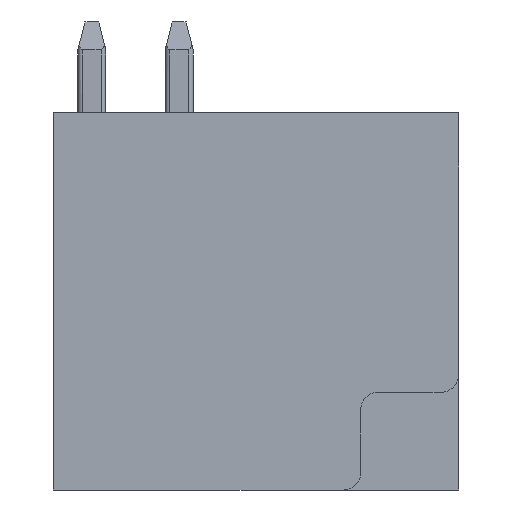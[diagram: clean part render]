
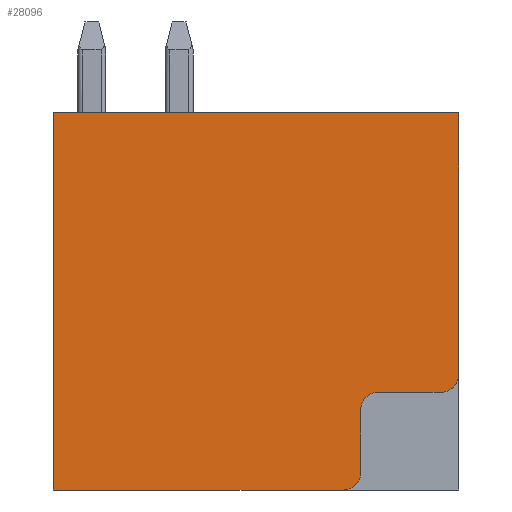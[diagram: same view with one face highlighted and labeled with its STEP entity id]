
A CAD part, front view. The second image highlights one B-rep face of the part: STEP entity #28096.
In plain terms, the highlighted planar face has unit normal (0, -1, 0).
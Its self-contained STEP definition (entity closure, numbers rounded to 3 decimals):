
#2983=CARTESIAN_POINT('',(2.806,-70.,-6.124));
#2984=DIRECTION('',(0.,-1.,0.));
#2985=DIRECTION('',(0.,0.,-1.));
#2986=AXIS2_PLACEMENT_3D('',#2983,#2984,#2985);
#2988=DIRECTION('',(-1.,0.,0.));
#2989=VECTOR('',#2988,8.3);
#2990=CARTESIAN_POINT('',(2.806,-70.,-6.624));
#2991=LINE('',#2990,#2989);
#2992=DIRECTION('',(0.,0.,1.));
#2993=VECTOR('',#2992,10.8);
#2994=CARTESIAN_POINT('',(-5.494,-70.,-6.624));
#2995=LINE('',#2994,#2993);
#2996=DIRECTION('',(1.,0.,0.));
#2997=VECTOR('',#2996,11.6);
#2998=CARTESIAN_POINT('',(-5.494,-70.,4.176));
#2999=LINE('',#2998,#2997);
#3000=DIRECTION('',(0.,0.,-1.));
#3001=VECTOR('',#3000,7.5);
#3002=CARTESIAN_POINT('',(6.106,-70.,4.176));
#3003=LINE('',#3002,#3001);
#3004=CARTESIAN_POINT('',(5.606,-70.,-3.324));
#3005=DIRECTION('',(0.,-1.,0.));
#3006=DIRECTION('',(0.,0.,-1.));
#3007=AXIS2_PLACEMENT_3D('',#3004,#3005,#3006);
#3009=DIRECTION('',(-1.,0.,0.));
#3010=VECTOR('',#3009,1.8);
#3011=CARTESIAN_POINT('',(5.606,-70.,-3.824));
#3012=LINE('',#3011,#3010);
#3013=DIRECTION('',(0.,0.,1.));
#3014=VECTOR('',#3013,1.8);
#3015=CARTESIAN_POINT('',(3.306,-70.,-6.124));
#3016=LINE('',#3015,#3014);
#3034=CARTESIAN_POINT('',(3.806,-70.,-4.324));
#3035=DIRECTION('',(0.,1.,0.));
#3036=DIRECTION('',(-1.,0.,0.));
#3037=AXIS2_PLACEMENT_3D('',#3034,#3035,#3036);
#21035=CARTESIAN_POINT('',(-5.494,-70.,-6.624));
#21036=CARTESIAN_POINT('',(-5.494,-70.,4.176));
#21037=VERTEX_POINT('',#21035);
#21038=VERTEX_POINT('',#21036);
#21039=CARTESIAN_POINT('',(6.106,-70.,4.176));
#21040=VERTEX_POINT('',#21039);
#21073=CARTESIAN_POINT('',(3.306,-70.,-4.324));
#21074=VERTEX_POINT('',#21073);
#21075=CARTESIAN_POINT('',(3.806,-70.,-3.824));
#21076=VERTEX_POINT('',#21075);
#21077=CARTESIAN_POINT('',(2.806,-70.,-6.624));
#21078=CARTESIAN_POINT('',(3.306,-70.,-6.124));
#21079=VERTEX_POINT('',#21077);
#21080=VERTEX_POINT('',#21078);
#21085=CARTESIAN_POINT('',(5.606,-70.,-3.824));
#21087=VERTEX_POINT('',#21085);
#21089=CARTESIAN_POINT('',(6.106,-70.,-3.324));
#21090=VERTEX_POINT('',#21089);
#28075=CARTESIAN_POINT('',(0.,-70.,0.));
#28076=DIRECTION('',(0.,1.,0.));
#28077=DIRECTION('',(1.,0.,0.));
#28078=AXIS2_PLACEMENT_3D('',#28075,#28076,#28077);
#28079=PLANE('',#28078);
#28081=ORIENTED_EDGE('',*,*,#28080,.F.);
#28082=ORIENTED_EDGE('',*,*,#27389,.T.);
#28083=ORIENTED_EDGE('',*,*,#27408,.T.);
#28084=ORIENTED_EDGE('',*,*,#27421,.T.);
#28085=ORIENTED_EDGE('',*,*,#26208,.T.);
#28087=ORIENTED_EDGE('',*,*,#28086,.F.);
#28089=ORIENTED_EDGE('',*,*,#28088,.T.);
#28091=ORIENTED_EDGE('',*,*,#28090,.F.);
#28093=ORIENTED_EDGE('',*,*,#28092,.F.);
#28094=EDGE_LOOP('',(#28081,#28082,#28083,#28084,#28085,#28087,#28089,#28091,
#28093));
#28095=FACE_OUTER_BOUND('',#28094,.F.);
#28096=ADVANCED_FACE('',(#28095),#28079,.F.);
#2987=CIRCLE('',#2986,0.5);
#3008=CIRCLE('',#3007,0.5);
#3038=CIRCLE('',#3037,0.5);
#26208=EDGE_CURVE('',#21040,#21090,#3003,.T.);
#27389=EDGE_CURVE('',#21079,#21037,#2991,.T.);
#27408=EDGE_CURVE('',#21037,#21038,#2995,.T.);
#27421=EDGE_CURVE('',#21038,#21040,#2999,.T.);
#28080=EDGE_CURVE('',#21079,#21080,#2987,.T.);
#28086=EDGE_CURVE('',#21087,#21090,#3008,.T.);
#28088=EDGE_CURVE('',#21087,#21076,#3012,.T.);
#28090=EDGE_CURVE('',#21074,#21076,#3038,.T.);
#28092=EDGE_CURVE('',#21080,#21074,#3016,.T.);
